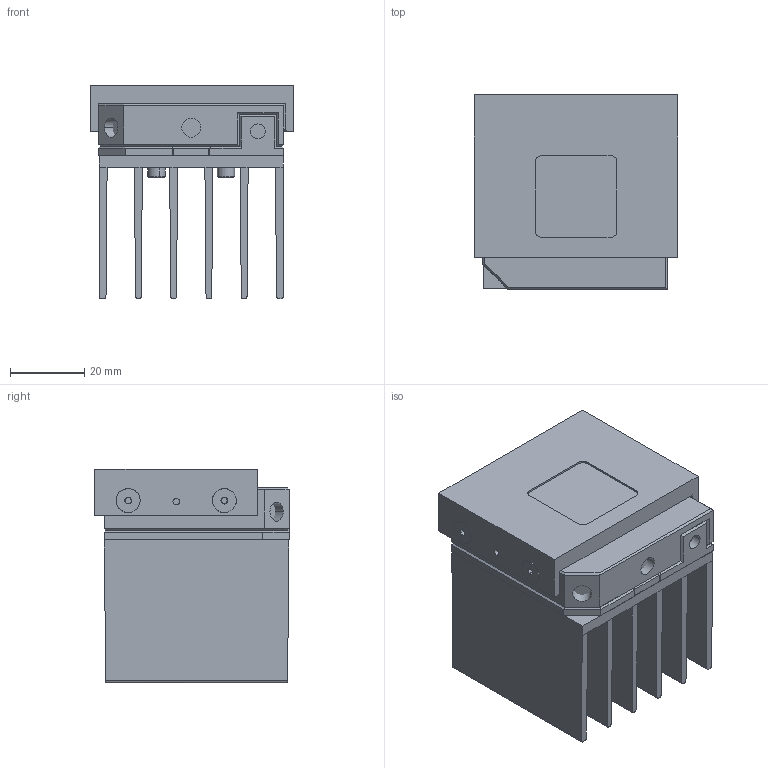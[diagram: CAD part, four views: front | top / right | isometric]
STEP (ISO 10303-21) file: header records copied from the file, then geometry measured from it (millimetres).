
FILE_DESCRIPTION (( 'STEP AP214' ), '1' );
FILE_NAME ('SK-9701 QE25LP-H-MB-QED.STEP', '2017-10-19T15:35:33', ( '' ), ( '' ), 'SwSTEP 2.0', 'SolidWorks 2016', '' );
FILE_SCHEMA (( 'AUTOMOTIVE_DESIGN' ));
Length unit declared in the file: millimetre
Products named in the file (6): 101763C_GRAVURE; 91251A106_BLACK-OXIDE ALLOY STEEL SOCKET HEAD CAP SCREW(1)_91251A106; 101743B; SK-9701- QE25LP-H-MB-D0-QED; 91253A106_ALLOY STEEL FLAT-HEAD SOCKET CAP SCREW_91253A106; SK-9701 QE25LP-H-MB-QED
Assembly tree (9 placements, depth 2):
  SK-9701 QE25LP-H-MB-QED
    101743B
    101763C_GRAVURE
    91253A106_ALLOY STEEL FLAT-HEAD SOCKET CAP SCREW_91253A106  x2
    SK-9701- QE25LP-H-MB-D0-QED
    91251A106_BLACK-OXIDE ALLOY STEEL SOCKET HEAD CAP SCREW(1)_91251A106  x4
Bounding box: 55.11 x 52.5 x 57.73 mm (x, y, z)
Volume: 13885.5 mm3; surface area: 47375.2 mm2
Topology: 8 solids, 15 shells, 3157 faces, 13649 edges, 10436 vertices
Faces by surface type: plane 2778, cylinder 275, cone 88, bspline 12, torus 4
Entity records: 162018 total; most frequent: CARTESIAN_POINT 28298, ORIENTED_EDGE 20914, DIRECTION 18782, EDGE_CURVE 12987, VECTOR 12622, LINE 12622, VERTEX_POINT 10018, AXIS2_PLACEMENT_3D 3080
